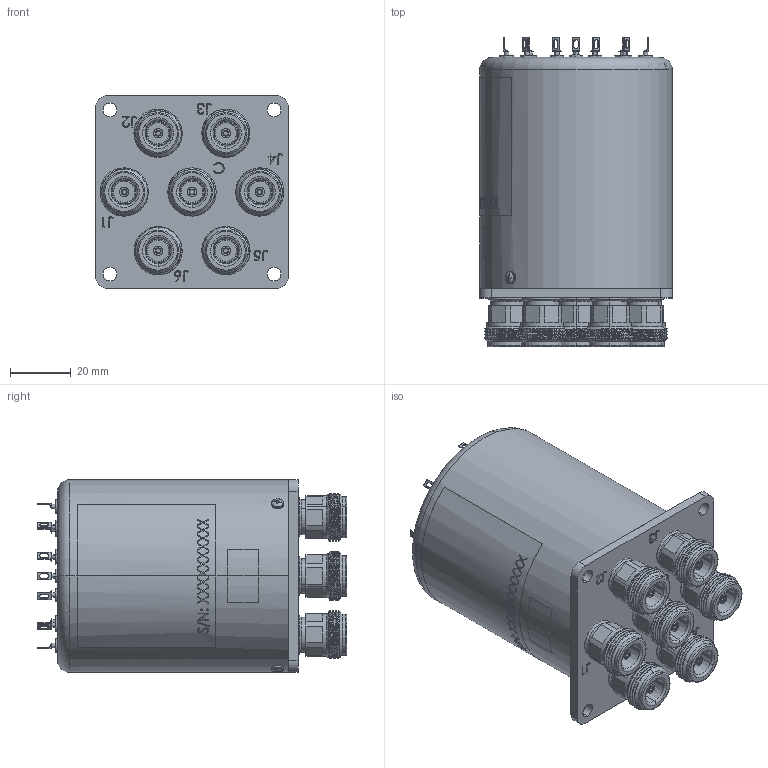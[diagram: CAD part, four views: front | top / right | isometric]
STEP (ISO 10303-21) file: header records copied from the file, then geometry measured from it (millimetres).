
FILE_DESCRIPTION (( 'STEP AP203' ), '1' );
FILE_NAME ('FMSW6507_3D.STEP', '2022-05-17T19:44:09', ( '' ), ( '' ), 'SwSTEP 2.0', 'SolidWorks 2021', '' );
FILE_SCHEMA (( 'CONFIG_CONTROL_DESIGN' ));
Length unit declared in the file: inch
Products named in the file (8): B16-0AJT00-T_16S-N2N3-1212-TP(2)^FMSW6507; R10432-e360^B16-0AJT00-T_16S-N2N3-1212-TP(2)_FMSW6507; A12075Y04_-201^B16-0AJT00-T_16S-N2N3-1212-TP(2)_FMSW6507; NEW N connector^B16-0AJT00-T_16S-N2N3-1212-TP(2)_FMSW6507; FMSW6507_3D; B16061005-e360_-3H^B16-0AJT00-T_16S-N2N3-1212-TP(2)_FMSW6507; B16021003_defeature^B16-0AJT00-T_16S-N2N3-1212-TP(2)_FMSW6507; R040691-e360_-03^B16-0AJT00-T_16S-N2N3-1212-TP(2)_FMSW6507
Assembly tree (28 placements, depth 3):
  FMSW6507_3D
    B16-0AJT00-T_16S-N2N3-1212-TP(2)^FMSW6507
      B16021003_defeature^B16-0AJT00-T_16S-N2N3-1212-TP(2)_FMSW6507
      NEW N connector^B16-0AJT00-T_16S-N2N3-1212-TP(2)_FMSW6507  x7
      B16061005-e360_-3H^B16-0AJT00-T_16S-N2N3-1212-TP(2)_FMSW6507
      A12075Y04_-201^B16-0AJT00-T_16S-N2N3-1212-TP(2)_FMSW6507  x2
      R040691-e360_-03^B16-0AJT00-T_16S-N2N3-1212-TP(2)_FMSW6507  x15
      R10432-e360^B16-0AJT00-T_16S-N2N3-1212-TP(2)_FMSW6507
Bounding box: 63.5 x 101.86 x 63.5 mm (x, y, z)
Volume: 67365.2 mm3; surface area: 66018 mm2
Topology: 27 solids, 27 shells, 1893 faces, 4835 edges, 3135 vertices
Faces by surface type: plane 834, cylinder 515, bspline 325, cone 151, torus 64, sphere 4
Entity records: 42220 total; most frequent: CARTESIAN_POINT 22033, ORIENTED_EDGE 4412, DIRECTION 2939, EDGE_CURVE 2206, VERTEX_POINT 1457, AXIS2_PLACEMENT_3D 980, VECTOR 979, LINE 979
